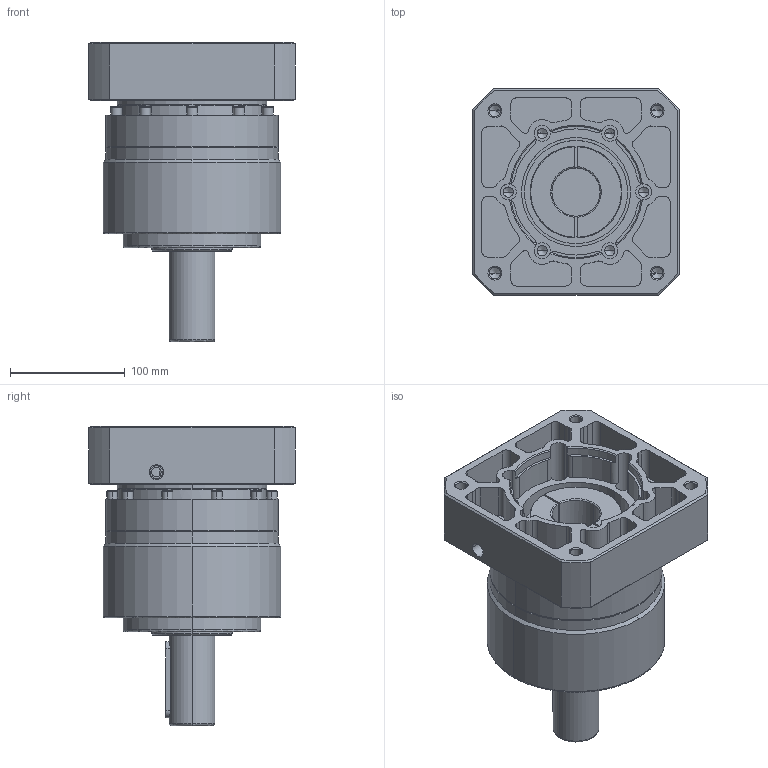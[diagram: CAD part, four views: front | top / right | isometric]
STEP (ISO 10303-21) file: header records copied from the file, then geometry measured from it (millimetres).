
FILE_DESCRIPTION (( 'STEP AP214' ), '1' );
FILE_NAME ('PE155-L1-42-114.3-200M12.STEP', '2024-01-06T05:31:15', ( 'admin' ), ( '' ), 'SwSTEP 2.0', 'SolidWorks 2013', '' );
FILE_SCHEMA (( 'AUTOMOTIVE_DESIGN' ));
Length unit declared in the file: millimetre
Products named in the file (4): PE155_X2_8F9351FA7AEF_X0_; PB142_X2_8F9351656CD55170_X0_; PB142_X2_58F34F537AEF_X0_; PE155-L1-42-114.3-200M12
Assembly tree (3 placements, depth 2):
  PE155-L1-42-114.3-200M12
    PB142_X2_58F34F537AEF_X0_
    PB142_X2_8F9351656CD55170_X0_
    PE155_X2_8F9351FA7AEF_X0_
Bounding box: 180 x 180 x 261 mm (x, y, z)
Volume: 3079586.9 mm3; surface area: 337139.7 mm2
Topology: 3 solids, 3 shells, 680 faces, 1730 edges, 1065 vertices
Faces by surface type: cylinder 299, plane 192, cone 158, bspline 31
Entity records: 29373 total; most frequent: CARTESIAN_POINT 5363, DIRECTION 3601, ORIENTED_EDGE 3320, EDGE_CURVE 1660, AXIS2_PLACEMENT_3D 1397, VERTEX_POINT 1065, VECTOR 807, LINE 807
